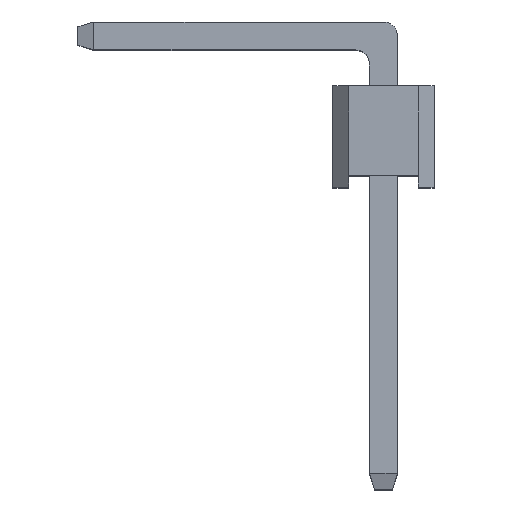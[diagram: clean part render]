
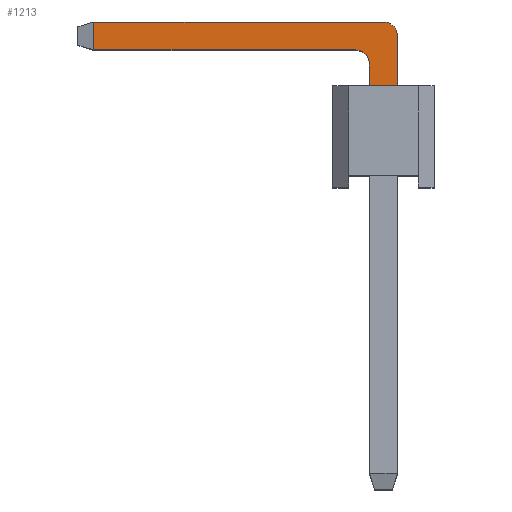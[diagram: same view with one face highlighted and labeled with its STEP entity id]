
A CAD part, top view. The second image highlights one B-rep face of the part: STEP entity #1213.
In plain terms, the highlighted planar face has unit normal (0, 0, 1).
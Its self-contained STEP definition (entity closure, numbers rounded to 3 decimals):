
#4 = CARTESIAN_POINT ( 'NONE',  ( -0.7, 3.44, 0.35 ) ) ;
#18 = CARTESIAN_POINT ( 'NONE',  ( -0.35, 3.09, 0.35 ) ) ;
#103 = CARTESIAN_POINT ( 'NONE',  ( 0.35, 4.14, 0.35 ) ) ;
#112 = CARTESIAN_POINT ( 'NONE',  ( 0.35, 2.54, 0.35 ) ) ;
#115 = CARTESIAN_POINT ( 'NONE',  ( 0., 3.79, 0.35 ) ) ;
#116 = DIRECTION ( 'NONE',  ( 0., -1., 0. ) ) ;
#139 = ORIENTED_EDGE ( 'NONE', *, *, #437, .T. ) ;
#148 = DIRECTION ( 'NONE',  ( 0., -1., 0. ) ) ;
#151 = CARTESIAN_POINT ( 'NONE',  ( -7.25, 3.44, 0.35 ) ) ;
#218 = DIRECTION ( 'NONE',  ( -1., 0., 0. ) ) ;
#225 = EDGE_CURVE ( 'NONE', #1269, #815, #1051, .T. ) ;
#239 = CARTESIAN_POINT ( 'NONE',  ( -7.25, 3.44, 0.35 ) ) ;
#240 = ORIENTED_EDGE ( 'NONE', *, *, #783, .T. ) ;
#254 = EDGE_CURVE ( 'NONE', #733, #1032, #1159, .T. ) ;
#367 = ORIENTED_EDGE ( 'NONE', *, *, #225, .T. ) ;
#385 = LINE ( 'NONE', #239, #1391 ) ;
#393 = EDGE_CURVE ( 'NONE', #941, #1032, #1003, .T. ) ;
#403 = DIRECTION ( 'NONE',  ( 0., -1., 0. ) ) ;
#437 = EDGE_CURVE ( 'NONE', #815, #995, #904, .T. ) ;
#515 = CARTESIAN_POINT ( 'NONE',  ( -0.35, 4.14, 0.35 ) ) ;
#627 = DIRECTION ( 'NONE',  ( 1., 0., 0. ) ) ;
#629 = LINE ( 'NONE', #725, #1110 ) ;
#649 = ORIENTED_EDGE ( 'NONE', *, *, #830, .F. ) ;
#682 = ORIENTED_EDGE ( 'NONE', *, *, #254, .T. ) ;
#710 = EDGE_CURVE ( 'NONE', #941, #1426, #385, .T. ) ;
#724 = DIRECTION ( 'NONE',  ( 1., 0., 0. ) ) ;
#725 = CARTESIAN_POINT ( 'NONE',  ( -7.65, 3.44, 0.35 ) ) ;
#733 = VERTEX_POINT ( 'NONE', #779 ) ;
#761 = DIRECTION ( 'NONE',  ( -1., 0., 0. ) ) ;
#765 = PLANE ( 'NONE',  #1365 ) ;
#779 = CARTESIAN_POINT ( 'NONE',  ( 0.35, 3.79, 0.35 ) ) ;
#782 = CARTESIAN_POINT ( 'NONE',  ( 0.35, 4.14, 0.35 ) ) ;
#783 = EDGE_CURVE ( 'NONE', #995, #1402, #1271, .T. ) ;
#794 = CARTESIAN_POINT ( 'NONE',  ( 0.35, 2.54, 0.35 ) ) ;
#808 = CARTESIAN_POINT ( 'NONE',  ( 0.35, 4.14, 0.35 ) ) ;
#815 = VERTEX_POINT ( 'NONE', #18 ) ;
#816 = EDGE_LOOP ( 'NONE', ( #649, #682, #981, #1101, #978, #367, #139, #240 ) ) ;
#830 = EDGE_CURVE ( 'NONE', #733, #1402, #928, .T. ) ;
#858 = DIRECTION ( 'NONE',  ( 0., 0., -1. ) ) ;
#867 = DIRECTION ( 'NONE',  ( 0., 0., 1. ) ) ;
#904 = LINE ( 'NONE', #515, #937 ) ;
#928 = LINE ( 'NONE', #782, #1203 ) ;
#933 = CARTESIAN_POINT ( 'NONE',  ( -0.35, 2.54, 0.35 ) ) ;
#937 = VECTOR ( 'NONE', #403, 1000. ) ;
#941 = VERTEX_POINT ( 'NONE', #1345 ) ;
#977 = FACE_OUTER_BOUND ( 'NONE', #816, .T. ) ;
#978 = ORIENTED_EDGE ( 'NONE', *, *, #1102, .T. ) ;
#981 = ORIENTED_EDGE ( 'NONE', *, *, #393, .F. ) ;
#985 = DIRECTION ( 'NONE',  ( -1., 0., 0. ) ) ;
#992 = AXIS2_PLACEMENT_3D ( 'NONE', #115, #867, #985 ) ;
#995 = VERTEX_POINT ( 'NONE', #933 ) ;
#1003 = LINE ( 'NONE', #808, #1017 ) ;
#1007 = DIRECTION ( 'NONE',  ( 1., 0., 0. ) ) ;
#1011 = AXIS2_PLACEMENT_3D ( 'NONE', #1307, #1420, #761 ) ;
#1017 = VECTOR ( 'NONE', #724, 1000. ) ;
#1032 = VERTEX_POINT ( 'NONE', #1380 ) ;
#1051 = CIRCLE ( 'NONE', #1011, 0.35 ) ;
#1101 = ORIENTED_EDGE ( 'NONE', *, *, #710, .T. ) ;
#1102 = EDGE_CURVE ( 'NONE', #1426, #1269, #629, .T. ) ;
#1110 = VECTOR ( 'NONE', #627, 1000. ) ;
#1159 = CIRCLE ( 'NONE', #992, 0.35 ) ;
#1182 = VECTOR ( 'NONE', #1007, 1000. ) ;
#1203 = VECTOR ( 'NONE', #148, 1000. ) ;
#1213 = ADVANCED_FACE ( 'NONE', ( #977 ), #765, .F. ) ;
#1269 = VERTEX_POINT ( 'NONE', #4 ) ;
#1271 = LINE ( 'NONE', #794, #1182 ) ;
#1307 = CARTESIAN_POINT ( 'NONE',  ( -0.7, 3.09, 0.35 ) ) ;
#1345 = CARTESIAN_POINT ( 'NONE',  ( -7.25, 4.14, 0.35 ) ) ;
#1365 = AXIS2_PLACEMENT_3D ( 'NONE', #103, #858, #218 ) ;
#1380 = CARTESIAN_POINT ( 'NONE',  ( 0., 4.14, 0.35 ) ) ;
#1391 = VECTOR ( 'NONE', #116, 1000. ) ;
#1402 = VERTEX_POINT ( 'NONE', #112 ) ;
#1420 = DIRECTION ( 'NONE',  ( 0., 0., -1. ) ) ;
#1426 = VERTEX_POINT ( 'NONE', #151 ) ;
